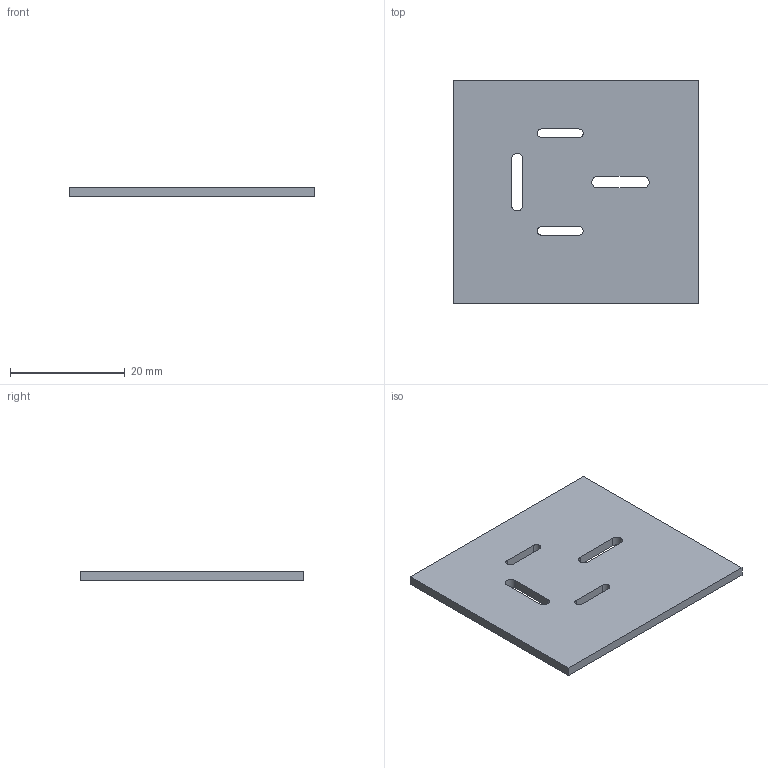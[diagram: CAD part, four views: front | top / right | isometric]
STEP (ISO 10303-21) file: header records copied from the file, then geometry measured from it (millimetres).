
FILE_DESCRIPTION(('KiCad electronic assembly'),'2;1');
FILE_NAME('Linear_Actuator_PCB2.STEP','2024-01-30T15:47:56',('Pcbnew'),( 'Kicad'),'Open CASCADE STEP processor 7.6','KiCad to STEP converter' ,'Unknown');
FILE_SCHEMA(('AUTOMOTIVE_DESIGN { 1 0 10303 214 1 1 1 1 }'));
Length unit declared in the file: millimetre
Products named in the file (2): Linear_Actuator_PCB2 1; Linear_Actuator_PCB PCB
Assembly tree (1 placements, depth 2):
  Linear_Actuator_PCB2 1
    Linear_Actuator_PCB PCB
Bounding box: 42.8 x 38.95 x 1.6 mm (x, y, z)
Volume: 2569.2 mm3; surface area: 3601.1 mm2
Topology: 1 solids, 1 shells, 22 faces, 60 edges, 40 vertices
Faces by surface type: plane 14, cylinder 8
Entity records: 1591 total; most frequent: CARTESIAN_POINT 340, DIRECTION 228, LINE 148, VECTOR 148, ORIENTED_EDGE 120, PCURVE 120, DEFINITIONAL_REPRESENTATION 120, EDGE_CURVE 60
